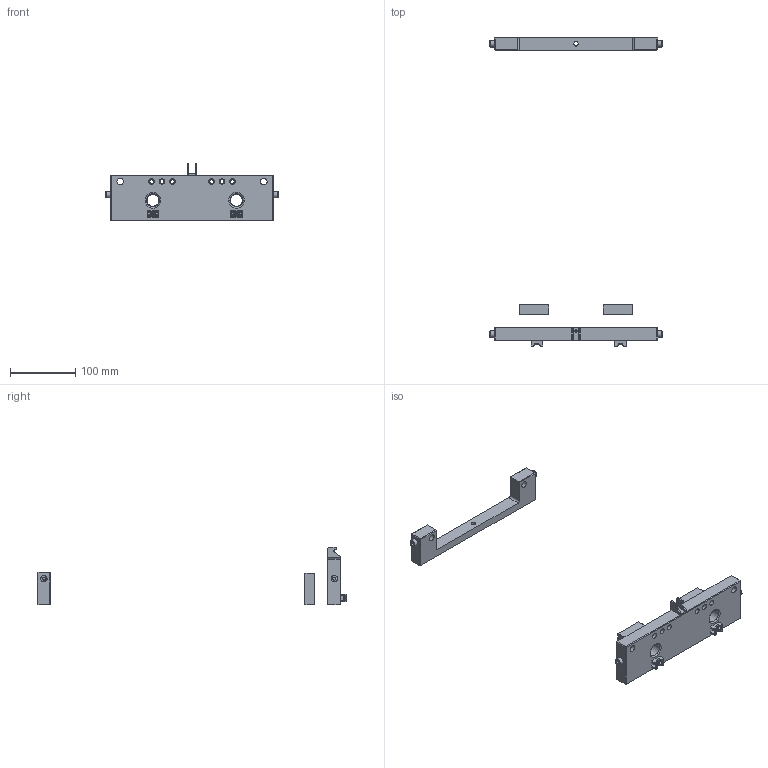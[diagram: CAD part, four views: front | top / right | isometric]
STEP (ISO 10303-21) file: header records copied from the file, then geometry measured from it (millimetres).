
FILE_DESCRIPTION(/* description */ ('Norm.ipt Template'),/* implementation_level */ '2;1');
FILE_NAME(/* name */ 'MT_BGR00101326.stp',/* time_stamp */ '2022-01-14T08:48:37+01:00',/* author */ ('michael.schutter'),/* organization */ (''),/* preprocessor_version */ 'ST-DEVELOPER v16.5',/* originating_system */ 'Autodesk Inventor 2017',/* authorisation */ '');
FILE_SCHEMA (('AUTOMOTIVE_DESIGN { 1 0 10303 214 3 1 1 }'));
Length unit declared in the file: millimetre
Products named in the file (1): MT_WST00102567 Dummy Werkzeugwechselsystem
Bounding box: 265 x 474 x 88 mm (x, y, z)
Volume: 440344.2 mm3; surface area: 105740.2 mm2
Topology: 4 solids, 15 shells, 438 faces, 1038 edges, 652 vertices
Faces by surface type: plane 211, cylinder 133, cone 69, torus 25
Full cylindrical faces by diameter (mm): 2.459 x4, 3 x2, 3.242 x2, 3.459 x1, 4 x3, 4.134 x4, 4.3 x1, 4.5 x2, 4.917 x4, 5 x2, 6 x6, 6.647 x6, 7 x2, 8 x8, 8.566 x6, 10 x8, 10.413 x12, 18 x2, 20 x2
Entity records: 11845 total; most frequent: DIRECTION 2037, CARTESIAN_POINT 1892, ORIENTED_EDGE 1676, EDGE_CURVE 832, AXIS2_PLACEMENT_3D 778, EDGE_LOOP 667, VERTEX_POINT 597, LINE 481
